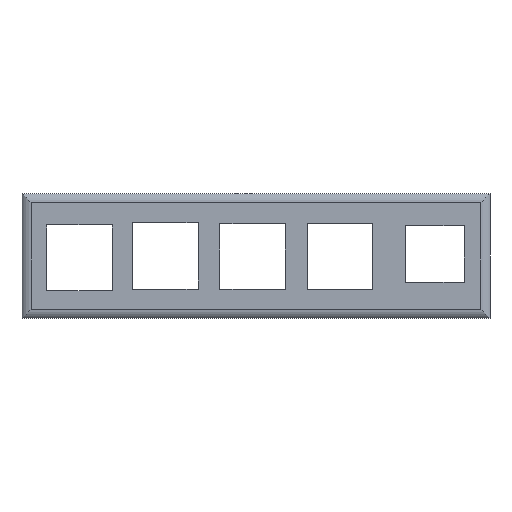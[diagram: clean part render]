
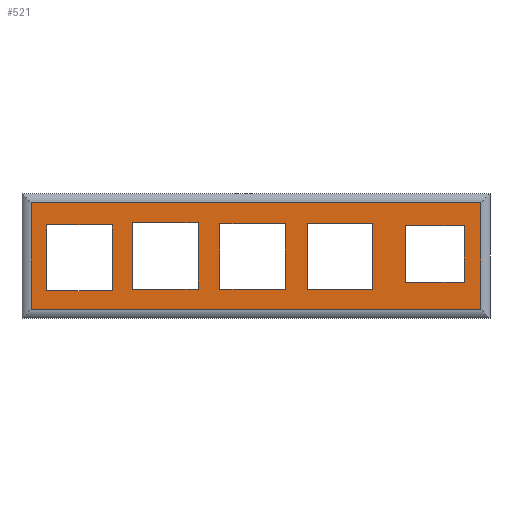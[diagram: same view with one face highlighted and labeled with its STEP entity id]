
A CAD part, top view. The second image highlights one B-rep face of the part: STEP entity #521.
In plain terms, the highlighted planar face has unit normal (0, 0, 1).
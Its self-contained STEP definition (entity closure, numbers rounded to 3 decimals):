
#15=FACE_BOUND('',#78,.T.);
#16=FACE_BOUND('',#79,.T.);
#17=FACE_BOUND('',#80,.T.);
#18=FACE_BOUND('',#81,.T.);
#19=FACE_BOUND('',#82,.T.);
#25=PLANE('',#565);
#51=FACE_OUTER_BOUND('',#77,.T.);
#77=EDGE_LOOP('',(#385,#386,#387,#388));
#78=EDGE_LOOP('',(#389,#390,#391,#392));
#79=EDGE_LOOP('',(#393,#394,#395,#396));
#80=EDGE_LOOP('',(#397,#398,#399,#400));
#81=EDGE_LOOP('',(#401,#402,#403,#404));
#82=EDGE_LOOP('',(#405,#406,#407,#408));
#113=LINE('',#721,#181);
#115=LINE('',#729,#183);
#117=LINE('',#735,#185);
#120=LINE('',#741,#188);
#121=LINE('',#745,#189);
#122=LINE('',#747,#190);
#123=LINE('',#749,#191);
#124=LINE('',#750,#192);
#125=LINE('',#753,#193);
#126=LINE('',#755,#194);
#127=LINE('',#757,#195);
#128=LINE('',#758,#196);
#129=LINE('',#761,#197);
#130=LINE('',#763,#198);
#131=LINE('',#765,#199);
#132=LINE('',#766,#200);
#133=LINE('',#769,#201);
#134=LINE('',#771,#202);
#135=LINE('',#773,#203);
#136=LINE('',#774,#204);
#137=LINE('',#777,#205);
#138=LINE('',#779,#206);
#139=LINE('',#781,#207);
#140=LINE('',#782,#208);
#181=VECTOR('',#591,2.5);
#183=VECTOR('',#599,2.5);
#185=VECTOR('',#605,2.5);
#188=VECTOR('',#612,2.5);
#189=VECTOR('',#615,10.);
#190=VECTOR('',#616,10.);
#191=VECTOR('',#617,10.);
#192=VECTOR('',#618,10.);
#193=VECTOR('',#619,10.);
#194=VECTOR('',#620,10.);
#195=VECTOR('',#621,10.);
#196=VECTOR('',#622,10.);
#197=VECTOR('',#623,10.);
#198=VECTOR('',#624,10.);
#199=VECTOR('',#625,10.);
#200=VECTOR('',#626,10.);
#201=VECTOR('',#627,10.);
#202=VECTOR('',#628,10.);
#203=VECTOR('',#629,10.);
#204=VECTOR('',#630,10.);
#205=VECTOR('',#631,10.);
#206=VECTOR('',#632,10.);
#207=VECTOR('',#633,10.);
#208=VECTOR('',#634,10.);
#249=VERTEX_POINT('',#719);
#250=VERTEX_POINT('',#720);
#253=VERTEX_POINT('',#728);
#255=VERTEX_POINT('',#734);
#257=VERTEX_POINT('',#743);
#258=VERTEX_POINT('',#744);
#259=VERTEX_POINT('',#746);
#260=VERTEX_POINT('',#748);
#261=VERTEX_POINT('',#751);
#262=VERTEX_POINT('',#752);
#263=VERTEX_POINT('',#754);
#264=VERTEX_POINT('',#756);
#265=VERTEX_POINT('',#759);
#266=VERTEX_POINT('',#760);
#267=VERTEX_POINT('',#762);
#268=VERTEX_POINT('',#764);
#269=VERTEX_POINT('',#767);
#270=VERTEX_POINT('',#768);
#271=VERTEX_POINT('',#770);
#272=VERTEX_POINT('',#772);
#273=VERTEX_POINT('',#775);
#274=VERTEX_POINT('',#776);
#275=VERTEX_POINT('',#778);
#276=VERTEX_POINT('',#780);
#297=EDGE_CURVE('',#249,#250,#113,.T.);
#301=EDGE_CURVE('',#250,#253,#115,.T.);
#304=EDGE_CURVE('',#253,#255,#117,.T.);
#308=EDGE_CURVE('',#255,#249,#120,.T.);
#309=EDGE_CURVE('',#257,#258,#121,.T.);
#310=EDGE_CURVE('',#258,#259,#122,.T.);
#311=EDGE_CURVE('',#259,#260,#123,.T.);
#312=EDGE_CURVE('',#260,#257,#124,.T.);
#313=EDGE_CURVE('',#261,#262,#125,.T.);
#314=EDGE_CURVE('',#262,#263,#126,.T.);
#315=EDGE_CURVE('',#263,#264,#127,.T.);
#316=EDGE_CURVE('',#264,#261,#128,.T.);
#317=EDGE_CURVE('',#265,#266,#129,.T.);
#318=EDGE_CURVE('',#267,#266,#130,.T.);
#319=EDGE_CURVE('',#267,#268,#131,.T.);
#320=EDGE_CURVE('',#268,#265,#132,.T.);
#321=EDGE_CURVE('',#269,#270,#133,.T.);
#322=EDGE_CURVE('',#270,#271,#134,.T.);
#323=EDGE_CURVE('',#271,#272,#135,.T.);
#324=EDGE_CURVE('',#272,#269,#136,.T.);
#325=EDGE_CURVE('',#273,#274,#137,.T.);
#326=EDGE_CURVE('',#274,#275,#138,.T.);
#327=EDGE_CURVE('',#275,#276,#139,.T.);
#328=EDGE_CURVE('',#276,#273,#140,.T.);
#385=ORIENTED_EDGE('',*,*,#297,.F.);
#386=ORIENTED_EDGE('',*,*,#308,.F.);
#387=ORIENTED_EDGE('',*,*,#304,.F.);
#388=ORIENTED_EDGE('',*,*,#301,.F.);
#389=ORIENTED_EDGE('',*,*,#309,.T.);
#390=ORIENTED_EDGE('',*,*,#310,.T.);
#391=ORIENTED_EDGE('',*,*,#311,.T.);
#392=ORIENTED_EDGE('',*,*,#312,.T.);
#393=ORIENTED_EDGE('',*,*,#313,.T.);
#394=ORIENTED_EDGE('',*,*,#314,.T.);
#395=ORIENTED_EDGE('',*,*,#315,.T.);
#396=ORIENTED_EDGE('',*,*,#316,.T.);
#397=ORIENTED_EDGE('',*,*,#317,.T.);
#398=ORIENTED_EDGE('',*,*,#318,.F.);
#399=ORIENTED_EDGE('',*,*,#319,.T.);
#400=ORIENTED_EDGE('',*,*,#320,.T.);
#401=ORIENTED_EDGE('',*,*,#321,.T.);
#402=ORIENTED_EDGE('',*,*,#322,.T.);
#403=ORIENTED_EDGE('',*,*,#323,.T.);
#404=ORIENTED_EDGE('',*,*,#324,.T.);
#405=ORIENTED_EDGE('',*,*,#325,.T.);
#406=ORIENTED_EDGE('',*,*,#326,.T.);
#407=ORIENTED_EDGE('',*,*,#327,.T.);
#408=ORIENTED_EDGE('',*,*,#328,.T.);
#521=ADVANCED_FACE('',(#51,#15,#16,#17,#18,#19),#25,.T.);
#565=AXIS2_PLACEMENT_3D('',#742,#613,#614);
#591=DIRECTION('',(1.,0.,0.));
#599=DIRECTION('',(0.,-1.,0.));
#605=DIRECTION('',(-1.,0.,0.));
#612=DIRECTION('',(0.,1.,0.));
#613=DIRECTION('center_axis',(0.,0.,1.));
#614=DIRECTION('ref_axis',(1.,0.,0.));
#615=DIRECTION('',(0.,1.,0.));
#616=DIRECTION('',(1.,0.,0.));
#617=DIRECTION('',(0.,-1.,0.));
#618=DIRECTION('',(-1.,0.,0.));
#619=DIRECTION('',(-1.,0.,0.));
#620=DIRECTION('',(0.,1.,0.));
#621=DIRECTION('',(1.,0.,0.));
#622=DIRECTION('',(0.,-1.,0.));
#623=DIRECTION('',(0.,1.,0.));
#624=DIRECTION('',(-1.,0.,0.));
#625=DIRECTION('',(0.,-1.,0.));
#626=DIRECTION('',(-1.,0.,0.));
#627=DIRECTION('',(0.,1.,0.));
#628=DIRECTION('',(1.,0.,0.));
#629=DIRECTION('',(0.,-1.,0.));
#630=DIRECTION('',(-1.,0.,0.));
#631=DIRECTION('',(0.,1.,0.));
#632=DIRECTION('',(1.,0.,0.));
#633=DIRECTION('',(0.,-1.,0.));
#634=DIRECTION('',(-1.,0.,0.));
#719=CARTESIAN_POINT('',(15.634,-6.49,25.8));
#720=CARTESIAN_POINT('',(115.05,-6.49,25.8));
#721=CARTESIAN_POINT('',(13.634,-6.49,25.8));
#728=CARTESIAN_POINT('',(115.05,-29.959,25.8));
#729=CARTESIAN_POINT('',(115.05,-4.49,25.8));
#734=CARTESIAN_POINT('',(15.634,-29.959,25.8));
#735=CARTESIAN_POINT('',(117.05,-29.959,25.8));
#741=CARTESIAN_POINT('',(15.634,-31.959,25.8));
#742=CARTESIAN_POINT('Origin',(65.342,-18.225,25.8));
#743=CARTESIAN_POINT('',(76.625,-25.642,25.8));
#744=CARTESIAN_POINT('',(76.625,-11.142,25.8));
#745=CARTESIAN_POINT('',(76.625,-21.933,25.8));
#746=CARTESIAN_POINT('',(91.125,-11.142,25.8));
#747=CARTESIAN_POINT('',(70.984,-11.142,25.8));
#748=CARTESIAN_POINT('',(91.125,-25.642,25.8));
#749=CARTESIAN_POINT('',(91.125,-14.683,25.8));
#750=CARTESIAN_POINT('',(78.234,-25.642,25.8));
#751=CARTESIAN_POINT('',(33.591,-25.87,25.8));
#752=CARTESIAN_POINT('',(19.091,-25.87,25.8));
#753=CARTESIAN_POINT('',(49.467,-25.87,25.8));
#754=CARTESIAN_POINT('',(19.091,-11.37,25.8));
#755=CARTESIAN_POINT('',(19.091,-22.047,25.8));
#756=CARTESIAN_POINT('',(33.591,-11.37,25.8));
#757=CARTESIAN_POINT('',(42.217,-11.37,25.8));
#758=CARTESIAN_POINT('',(33.591,-14.797,25.8));
#759=CARTESIAN_POINT('',(98.369,-24.026,25.8));
#760=CARTESIAN_POINT('',(98.369,-11.526,25.8));
#761=CARTESIAN_POINT('',(98.369,-21.125,25.8));
#762=CARTESIAN_POINT('',(111.369,-11.526,25.8));
#763=CARTESIAN_POINT('',(81.855,-11.526,25.8));
#764=CARTESIAN_POINT('',(111.369,-24.026,25.8));
#765=CARTESIAN_POINT('',(111.369,-14.625,25.8));
#766=CARTESIAN_POINT('',(88.355,-24.026,25.8));
#767=CARTESIAN_POINT('',(57.359,-25.601,25.8));
#768=CARTESIAN_POINT('',(57.359,-11.101,25.8));
#769=CARTESIAN_POINT('',(57.359,-21.913,25.8));
#770=CARTESIAN_POINT('',(71.859,-11.101,25.8));
#771=CARTESIAN_POINT('',(61.351,-11.101,25.8));
#772=CARTESIAN_POINT('',(71.859,-25.601,25.8));
#773=CARTESIAN_POINT('',(71.859,-14.663,25.8));
#774=CARTESIAN_POINT('',(68.601,-25.601,25.8));
#775=CARTESIAN_POINT('',(38.05,-25.533,25.8));
#776=CARTESIAN_POINT('',(38.05,-10.833,25.8));
#777=CARTESIAN_POINT('',(38.05,-21.779,25.8));
#778=CARTESIAN_POINT('',(52.55,-10.833,25.8));
#779=CARTESIAN_POINT('',(51.696,-10.833,25.8));
#780=CARTESIAN_POINT('',(52.55,-25.533,25.8));
#781=CARTESIAN_POINT('',(52.55,-21.779,25.8));
#782=CARTESIAN_POINT('',(58.946,-25.533,25.8));
